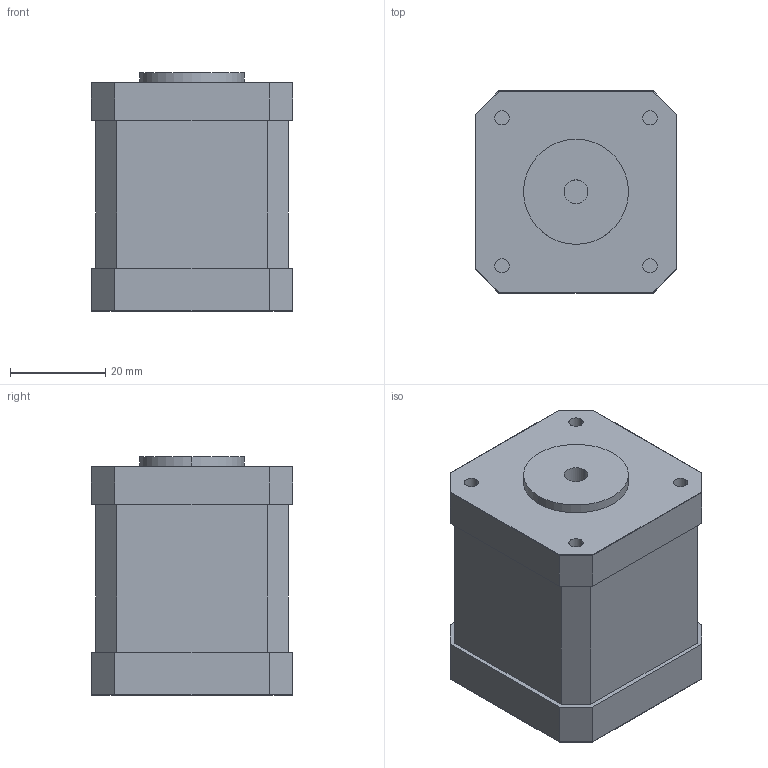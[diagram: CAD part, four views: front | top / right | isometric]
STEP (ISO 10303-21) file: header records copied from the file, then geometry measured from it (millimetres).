
FILE_DESCRIPTION (( 'STEP AP203' ), '1' );
FILE_NAME ('MoteurNema17_Default_sldprt.STEP', '2017-11-16T18:06:33', ( '' ), ( '' ), 'SwSTEP 2.0', 'SolidWorks 2013', '' );
FILE_SCHEMA (( 'CONFIG_CONTROL_DESIGN' ));
Length unit declared in the file: millimetre
Products named in the file (1): MoteurNema17_Default_sldprt
Bounding box: 42.3 x 42.3 x 50 mm (x, y, z)
Volume: 78819.5 mm3; surface area: 11955 mm2
Topology: 1 solids, 1 shells, 157 faces, 370 edges, 238 vertices
Faces by surface type: plane 97, cylinder 50, torus 8, cone 2
Entity records: 4539 total; most frequent: CARTESIAN_POINT 814, DIRECTION 756, ORIENTED_EDGE 740, EDGE_CURVE 370, VECTOR 268, LINE 268, AXIS2_PLACEMENT_3D 244, VERTEX_POINT 238
